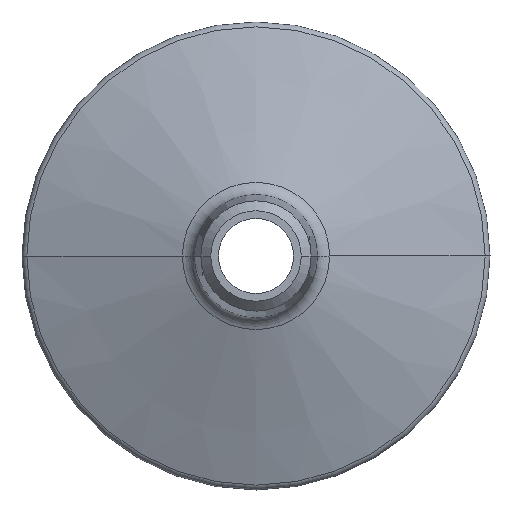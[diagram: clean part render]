
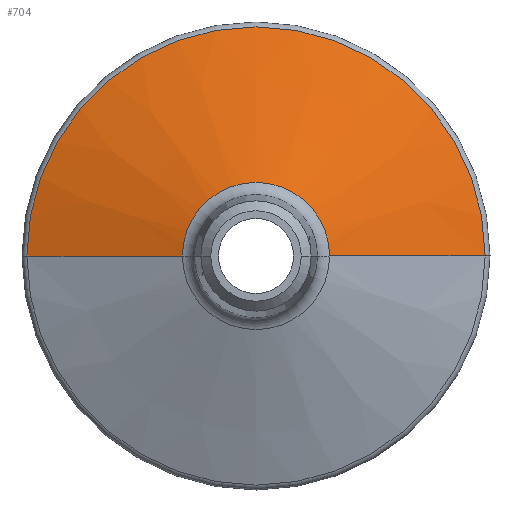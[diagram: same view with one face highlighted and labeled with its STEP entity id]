
A CAD part, left-side view. The second image highlights one B-rep face of the part: STEP entity #704.
In plain terms, the highlighted conical face has half-angle 70 degrees and reference radius 24.724 mm.
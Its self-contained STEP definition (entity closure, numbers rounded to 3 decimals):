
#9 = AXIS2_PLACEMENT_3D ( 'NONE', #820, #387, #1077 ) ;
#14 = ORIENTED_EDGE ( 'NONE', *, *, #130, .T. ) ;
#77 = DIRECTION ( 'NONE',  ( 0.342, -0.94, 0. ) ) ;
#102 = CIRCLE ( 'NONE', #9, 7.941 ) ;
#130 = EDGE_CURVE ( 'NONE', #315, #275, #102, .T. ) ;
#150 = DIRECTION ( 'NONE',  ( 0., 1., 0. ) ) ;
#227 = CARTESIAN_POINT ( 'NONE',  ( -9.15, 7.941, 0. ) ) ;
#246 = ORIENTED_EDGE ( 'NONE', *, *, #274, .T. ) ;
#274 = EDGE_CURVE ( 'NONE', #275, #883, #937, .T. ) ;
#275 = VERTEX_POINT ( 'NONE', #1032 ) ;
#282 = DIRECTION ( 'NONE',  ( 0., 1., 0. ) ) ;
#289 = AXIS2_PLACEMENT_3D ( 'NONE', #427, #533, #282 ) ;
#297 = LINE ( 'NONE', #646, #815 ) ;
#315 = VERTEX_POINT ( 'NONE', #227 ) ;
#372 = CARTESIAN_POINT ( 'NONE',  ( -3.042, 24.724, 0. ) ) ;
#387 = DIRECTION ( 'NONE',  ( 1., 0., 0. ) ) ;
#427 = CARTESIAN_POINT ( 'NONE',  ( -3.042, 0., 0. ) ) ;
#451 = CIRCLE ( 'NONE', #289, 24.724 ) ;
#461 = EDGE_CURVE ( 'NONE', #1027, #883, #451, .T. ) ;
#533 = DIRECTION ( 'NONE',  ( 1., 0., 0. ) ) ;
#588 = DIRECTION ( 'NONE',  ( 1., 0., 0. ) ) ;
#597 = AXIS2_PLACEMENT_3D ( 'NONE', #924, #588, #150 ) ;
#643 = EDGE_CURVE ( 'NONE', #315, #1027, #297, .T. ) ;
#646 = CARTESIAN_POINT ( 'NONE',  ( -3.042, 24.724, 0. ) ) ;
#680 = EDGE_LOOP ( 'NONE', ( #14, #246, #760, #1120 ) ) ;
#704 = ADVANCED_FACE ( 'NONE', ( #761 ), #1091, .T. ) ;
#760 = ORIENTED_EDGE ( 'NONE', *, *, #461, .F. ) ;
#761 = FACE_OUTER_BOUND ( 'NONE', #680, .T. ) ;
#815 = VECTOR ( 'NONE', #1084, 1000. ) ;
#820 = CARTESIAN_POINT ( 'NONE',  ( -9.15, 0., 0. ) ) ;
#883 = VERTEX_POINT ( 'NONE', #1045 ) ;
#924 = CARTESIAN_POINT ( 'NONE',  ( -3.042, 0., 0. ) ) ;
#937 = LINE ( 'NONE', #1117, #983 ) ;
#983 = VECTOR ( 'NONE', #77, 1000. ) ;
#1027 = VERTEX_POINT ( 'NONE', #372 ) ;
#1032 = CARTESIAN_POINT ( 'NONE',  ( -9.15, -7.941, 0. ) ) ;
#1045 = CARTESIAN_POINT ( 'NONE',  ( -3.042, -24.724, 0. ) ) ;
#1077 = DIRECTION ( 'NONE',  ( 0., 1., 0. ) ) ;
#1084 = DIRECTION ( 'NONE',  ( 0.342, 0.94, 0. ) ) ;
#1091 = CONICAL_SURFACE ( 'NONE', #597, 24.724, 1.222 ) ;
#1117 = CARTESIAN_POINT ( 'NONE',  ( -3.042, -24.724, 0. ) ) ;
#1120 = ORIENTED_EDGE ( 'NONE', *, *, #643, .F. ) ;
